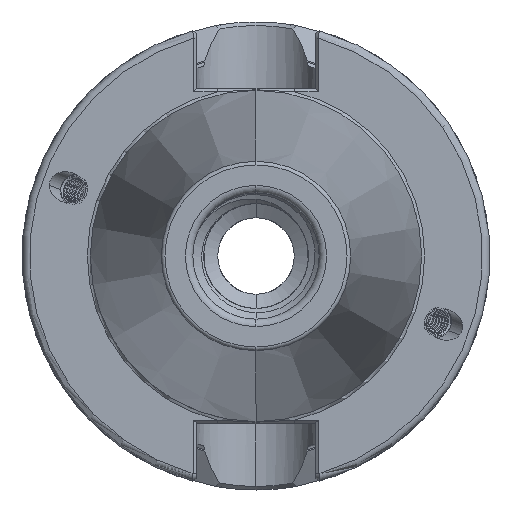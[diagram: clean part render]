
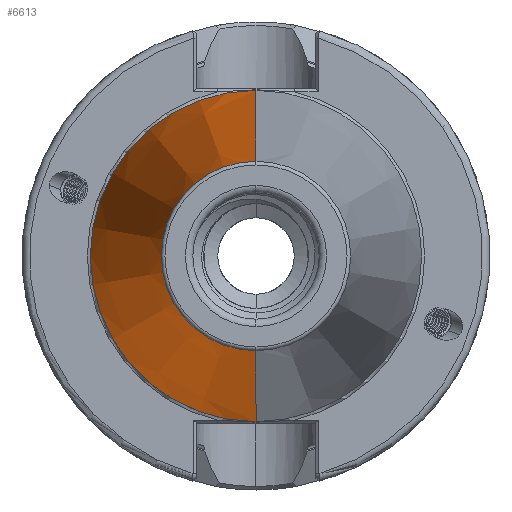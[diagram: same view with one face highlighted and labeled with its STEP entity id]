
A CAD part, left-side view. The second image highlights one B-rep face of the part: STEP entity #6613.
In plain terms, the highlighted conical face has half-angle 8.297 degrees and reference radius 22.298 mm.
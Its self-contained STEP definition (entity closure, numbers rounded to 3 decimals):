
#1143 = ORIENTED_EDGE ( 'NONE', *, *, #9882, .F. ) ;
#1144 = ORIENTED_EDGE ( 'NONE', *, *, #9884, .T. ) ;
#1145 = ORIENTED_EDGE ( 'NONE', *, *, #9886, .F. ) ;
#1146 = ORIENTED_EDGE ( 'NONE', *, *, #9883, .T. ) ;
#1353 = EDGE_LOOP ( 'NONE', ( #1146, #1144, #1145, #1143 ) ) ;
#2188 = CARTESIAN_POINT ( 'NONE',  ( -66.972, 0., 0. ) ) ;
#2189 = LINE ( 'NONE', #2190, #6257 ) ;
#2190 = CARTESIAN_POINT ( 'NONE',  ( -1.5, 0., -22.298 ) ) ;
#2191 = DIRECTION ( 'NONE',  ( 0.99, 0., -0.144 ) ) ;
#2192 = DIRECTION ( 'NONE',  ( 1., 0., 0. ) ) ;
#2193 = DIRECTION ( 'NONE',  ( 0., 0., -1. ) ) ;
#2194 = CARTESIAN_POINT ( 'NONE',  ( -1.5, 0., 0. ) ) ;
#2195 = LINE ( 'NONE', #2196, #6259 ) ;
#2196 = CARTESIAN_POINT ( 'NONE',  ( -1.5, 0., 22.298 ) ) ;
#2197 = DIRECTION ( 'NONE',  ( 0.99, 0., 0.144 ) ) ;
#2201 = DIRECTION ( 'NONE',  ( 1., 0., 0. ) ) ;
#2202 = DIRECTION ( 'NONE',  ( 0., 0., -1. ) ) ;
#4659 = CARTESIAN_POINT ( 'NONE',  ( -1.5, 0., -22.298 ) ) ;
#4660 = CARTESIAN_POINT ( 'NONE',  ( -1.5, 0., 22.298 ) ) ;
#4661 = CARTESIAN_POINT ( 'NONE',  ( -66.972, 0., -12.75 ) ) ;
#4662 = CARTESIAN_POINT ( 'NONE',  ( -66.972, 0., 12.75 ) ) ;
#5062 = VERTEX_POINT ( 'NONE', #4659 ) ;
#5063 = VERTEX_POINT ( 'NONE', #4660 ) ;
#5064 = VERTEX_POINT ( 'NONE', #4661 ) ;
#5065 = VERTEX_POINT ( 'NONE', #4662 ) ;
#6254 = AXIS2_PLACEMENT_3D ( 'NONE', #2188, #2192, #2193 ) ;
#6257 = VECTOR ( 'NONE', #2191, 1000. ) ;
#6258 = AXIS2_PLACEMENT_3D ( 'NONE', #2194, #2201, #2202 ) ;
#6259 = VECTOR ( 'NONE', #2197, 1000. ) ;
#6310 = CONICAL_SURFACE ( 'NONE', #12091, 22.298, 0.145 ) ;
#6403 = CIRCLE ( 'NONE', #6254, 12.75 ) ;
#6404 = CIRCLE ( 'NONE', #6258, 22.298 ) ;
#6613 = ADVANCED_FACE ( 'NONE', ( #12087 ), #6310, .T. ) ;
#9882 = EDGE_CURVE ( 'NONE', #5064, #5062, #2189, .T. ) ;
#9883 = EDGE_CURVE ( 'NONE', #5064, #5065, #6403, .T. ) ;
#9884 = EDGE_CURVE ( 'NONE', #5065, #5063, #2195, .T. ) ;
#9886 = EDGE_CURVE ( 'NONE', #5062, #5063, #6404, .T. ) ;
#11007 = CARTESIAN_POINT ( 'NONE',  ( -1.5, 0., 0. ) ) ;
#11008 = DIRECTION ( 'NONE',  ( 1., 0., 0. ) ) ;
#11009 = DIRECTION ( 'NONE',  ( 0., 0., -1. ) ) ;
#12087 = FACE_OUTER_BOUND ( 'NONE', #1353, .T. ) ;
#12091 = AXIS2_PLACEMENT_3D ( 'NONE', #11007, #11008, #11009 ) ;
